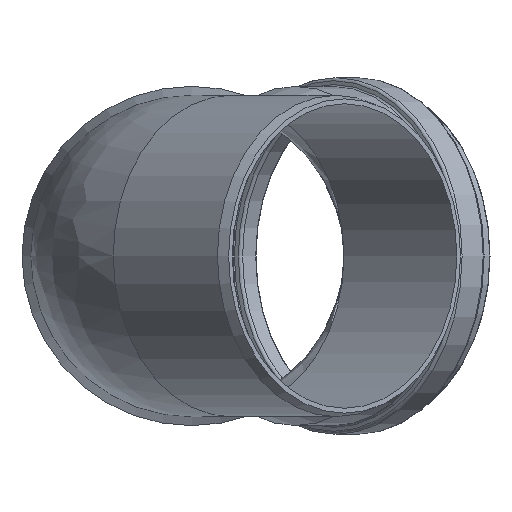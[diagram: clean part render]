
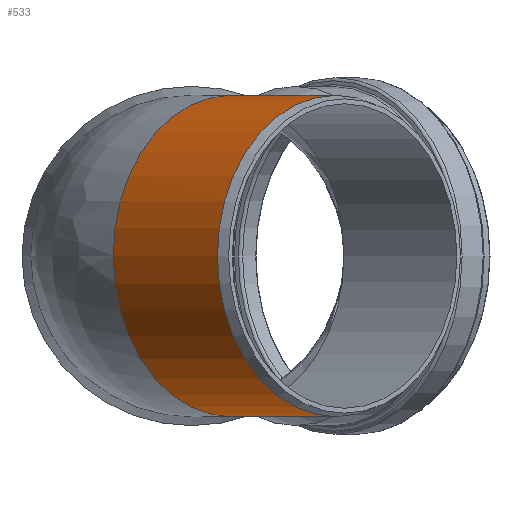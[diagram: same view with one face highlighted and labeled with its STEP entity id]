
A CAD part, front view. The second image highlights one B-rep face of the part: STEP entity #533.
In plain terms, the highlighted cylindrical face has radius 250 mm (diameter 500 mm), a full revolution.
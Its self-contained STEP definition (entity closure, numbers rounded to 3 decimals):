
#80=FACE_BOUND('',#265,.T.);
#101=CYLINDRICAL_SURFACE('',#615,250.);
#138=CIRCLE('',#613,250.);
#140=CIRCLE('',#616,250.);
#189=FACE_OUTER_BOUND('',#264,.T.);
#264=EDGE_LOOP('',(#471,#472));
#265=EDGE_LOOP('',(#473));
#289=ELLIPSE('',#611,268.521,250.);
#327=VERTEX_POINT('',#1038);
#329=VERTEX_POINT('',#1047);
#331=VERTEX_POINT('',#1088);
#377=EDGE_CURVE('',#327,#329,#289,.T.);
#380=EDGE_CURVE('',#329,#327,#138,.T.);
#382=EDGE_CURVE('',#331,#331,#140,.T.);
#471=ORIENTED_EDGE('',*,*,#377,.F.);
#472=ORIENTED_EDGE('',*,*,#380,.F.);
#473=ORIENTED_EDGE('',*,*,#382,.T.);
#533=ADVANCED_FACE('',(#189,#80),#101,.T.);
#611=AXIS2_PLACEMENT_3D('',#1048,#768,#769);
#613=AXIS2_PLACEMENT_3D('',#1085,#772,#773);
#615=AXIS2_PLACEMENT_3D('',#1087,#776,#777);
#616=AXIS2_PLACEMENT_3D('',#1089,#778,#779);
#768=DIRECTION('center_axis',(0.365,0.931,0.));
#769=DIRECTION('ref_axis',(0.931,-0.365,0.));
#772=DIRECTION('center_axis',(0.,1.,0.));
#773=DIRECTION('ref_axis',(1.,0.,0.));
#776=DIRECTION('center_axis',(0.,1.,0.));
#777=DIRECTION('ref_axis',(1.,0.,0.));
#778=DIRECTION('center_axis',(0.,1.,0.));
#779=DIRECTION('ref_axis',(1.,0.,0.));
#1038=CARTESIAN_POINT('',(235.119,260.113,84.965));
#1047=CARTESIAN_POINT('',(235.119,260.113,-84.965));
#1048=CARTESIAN_POINT('Origin',(0.,352.278,0.));
#1085=CARTESIAN_POINT('Origin',(0.,260.113,0.));
#1087=CARTESIAN_POINT('Origin',(0.,0.,0.));
#1088=CARTESIAN_POINT('',(0.,20.,-250.));
#1089=CARTESIAN_POINT('Origin',(0.,20.,0.));
